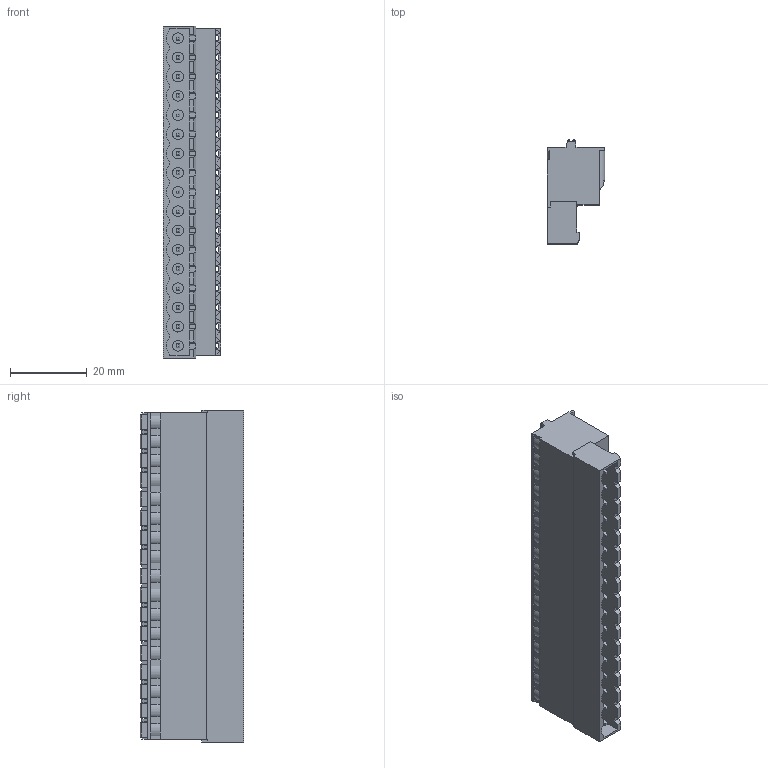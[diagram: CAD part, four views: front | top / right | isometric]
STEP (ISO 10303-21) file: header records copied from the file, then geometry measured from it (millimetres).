
FILE_DESCRIPTION((''),'2;1');
FILE_NAME('TLPHS-218-XXP','2024-10-22T10:35:08',('yanfa'),(''),'CREO PARAMETRIC BY PTC INC, 2018050','CREO PARAMETRIC BY PTC INC, 2018050','');
FILE_SCHEMA(('AUTOMOTIVE_DESIGN { 1 0 10303 214 1 1 1 1 }'));
Length unit declared in the file: millimetre
Products named in the file (1): TLPHS-218-XXP
Bounding box: 15 x 26.99 x 86.32 mm (x, y, z)
Volume: 19826.8 mm3; surface area: 12269.4 mm2
Topology: 1 solids, 1 shells, 953 faces, 2483 edges, 1600 vertices
Faces by surface type: plane 731, cylinder 222
Entity records: 29145 total; most frequent: CARTESIAN_POINT 5475, ORIENTED_EDGE 4964, DIRECTION 4747, EDGE_CURVE 2482, VECTOR 1885, LINE 1885, VERTEX_POINT 1615, AXIS2_PLACEMENT_3D 1431
